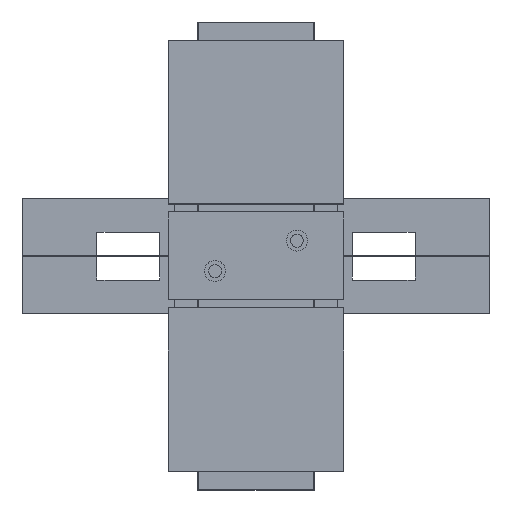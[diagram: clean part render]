
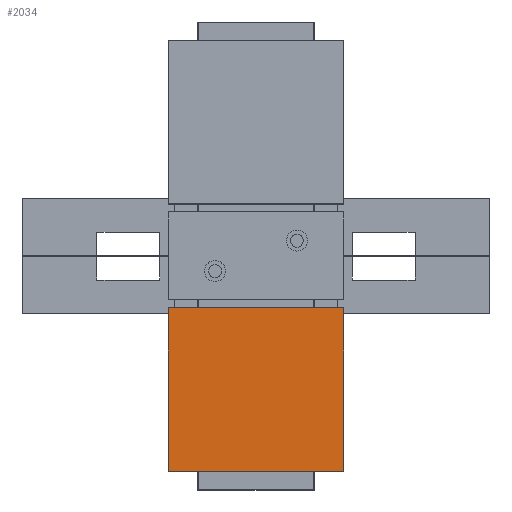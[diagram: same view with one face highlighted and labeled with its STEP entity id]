
A CAD part, top view. The second image highlights one B-rep face of the part: STEP entity #2034.
In plain terms, the highlighted planar face has unit normal (0, 0, 1).
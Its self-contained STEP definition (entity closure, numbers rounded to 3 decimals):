
#2034 = ADVANCED_FACE( '', ( #5291 ), #5292, .T. );
#5291 = FACE_OUTER_BOUND( '', #9133, .T. );
#5292 = PLANE( '', #9134 );
#9133 = EDGE_LOOP( '', ( #23185, #23186, #23187, #23188 ) );
#9134 = AXIS2_PLACEMENT_3D( '', #23189, #23190, #23191 );
#23185 = ORIENTED_EDGE( '', *, *, #28785, .T. );
#23186 = ORIENTED_EDGE( '', *, *, #28822, .T. );
#23187 = ORIENTED_EDGE( '', *, *, #28826, .T. );
#23188 = ORIENTED_EDGE( '', *, *, #28817, .T. );
#23189 = CARTESIAN_POINT( '', ( -70., -75., 54. ) );
#23190 = DIRECTION( '', ( 0., 0., 1. ) );
#23191 = DIRECTION( '', ( 1., 0., 0. ) );
#28785 = EDGE_CURVE( '', #35761, #35759, #35762, .T. );
#28817 = EDGE_CURVE( '', #35818, #35761, #35819, .T. );
#28822 = EDGE_CURVE( '', #35759, #35825, #35827, .T. );
#28826 = EDGE_CURVE( '', #35825, #35818, #35833, .T. );
#35759 = VERTEX_POINT( '', #49490 );
#35761 = VERTEX_POINT( '', #49493 );
#35762 = LINE( '', #49494, #49495 );
#35818 = VERTEX_POINT( '', #49571 );
#35819 = LINE( '', #49572, #49573 );
#35825 = VERTEX_POINT( '', #49581 );
#35827 = LINE( '', #49584, #49585 );
#35833 = LINE( '', #49593, #49594 );
#49490 = CARTESIAN_POINT( '', ( -70., -75., 54. ) );
#49493 = CARTESIAN_POINT( '', ( -70., 75., 54. ) );
#49494 = CARTESIAN_POINT( '', ( -70., 75., 54. ) );
#49495 = VECTOR( '', #55030, 1000. );
#49571 = CARTESIAN_POINT( '', ( 70., 75., 54. ) );
#49572 = CARTESIAN_POINT( '', ( 70., 75., 54. ) );
#49573 = VECTOR( '', #55084, 1000. );
#49581 = CARTESIAN_POINT( '', ( 70., -75., 54. ) );
#49584 = CARTESIAN_POINT( '', ( -70., -75., 54. ) );
#49585 = VECTOR( '', #55091, 1000. );
#49593 = CARTESIAN_POINT( '', ( 70., -75., 54. ) );
#49594 = VECTOR( '', #55097, 1000. );
#55030 = DIRECTION( '', ( 0., -1., 0. ) );
#55084 = DIRECTION( '', ( -1., 0., 0. ) );
#55091 = DIRECTION( '', ( 1., 0., 0. ) );
#55097 = DIRECTION( '', ( 0., 1., 0. ) );
